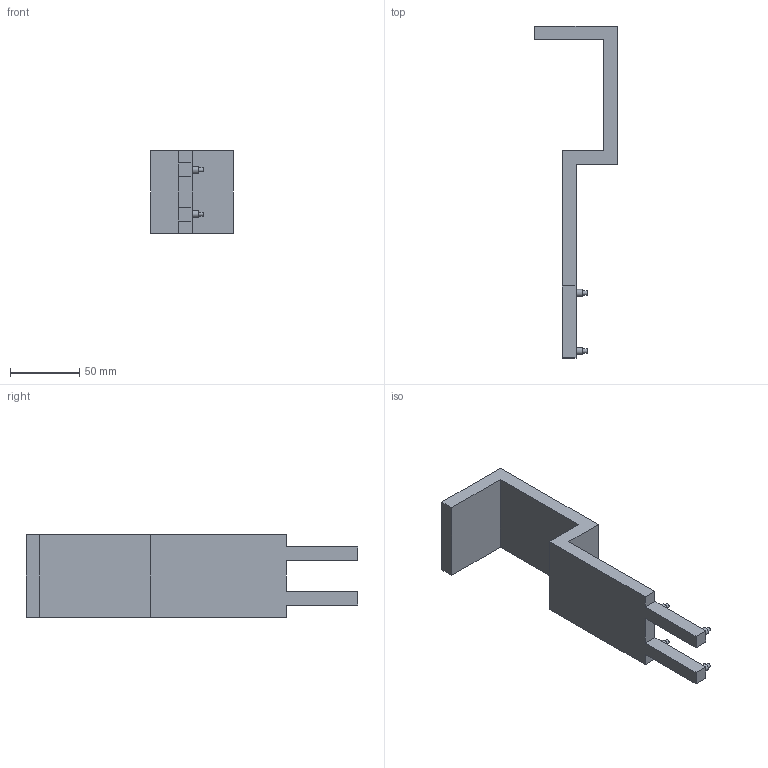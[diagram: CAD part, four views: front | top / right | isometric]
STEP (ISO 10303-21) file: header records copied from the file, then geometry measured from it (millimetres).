
FILE_DESCRIPTION(/* description */ (''),/* implementation_level */ '2;1');
FILE_NAME(/* name */ 'anchor_holder.stp',/* time_stamp */ '2019-02-28T17:26:49+01:00',/* author */ (''),/* organization */ (''),/* preprocessor_version */ 'ST-DEVELOPER v16',/* originating_system */ 'SIEMENS PLM Software NX 11.0',/* authorisation */ '');
FILE_SCHEMA (('AUTOMOTIVE_DESIGN { 1 0 10303 214 3 1 1 1 }'));
Length unit declared in the file: millimetre
Products named in the file (1): anchor_holder
Bounding box: 60 x 240 x 60 mm (x, y, z)
Volume: 171677.5 mm3; surface area: 43307.3 mm2
Topology: 1 solids, 1 shells, 36 faces, 82 edges, 56 vertices
Faces by surface type: plane 28, cylinder 8
Full cylindrical faces by diameter (mm): 3 x4, 5 x4
Entity records: 962 total; most frequent: DIRECTION 160, CARTESIAN_POINT 159, ORIENTED_EDGE 140, EDGE_CURVE 70, LINE 54, VECTOR 54, AXIS2_PLACEMENT_3D 53, EDGE_LOOP 52
